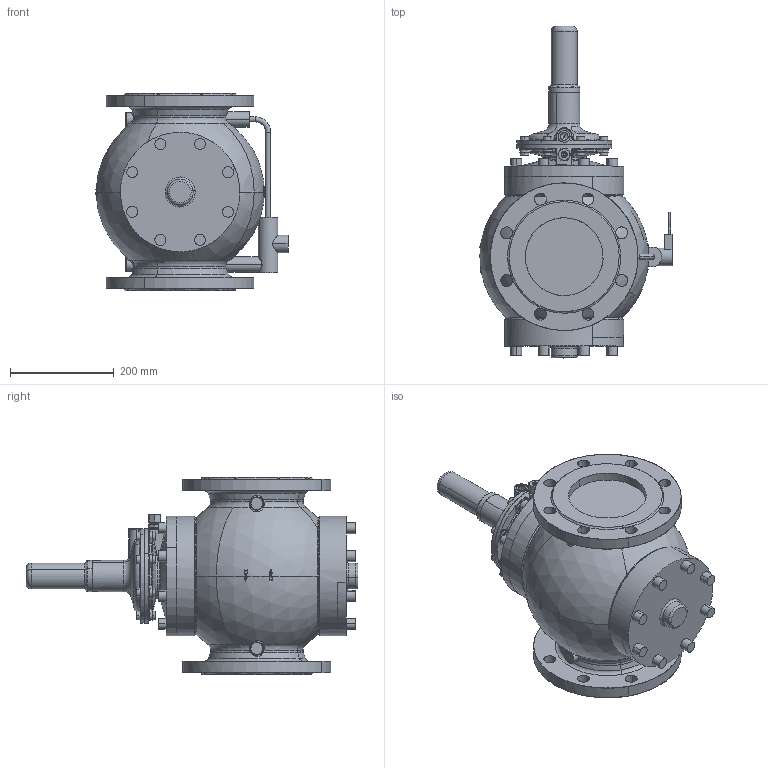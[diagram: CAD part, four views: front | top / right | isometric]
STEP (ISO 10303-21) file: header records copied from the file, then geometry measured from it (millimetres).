
FILE_DESCRIPTION(('CATIA V5 STEP Exchange'),'2;1');
FILE_NAME('S 104 DN 150.stp','2022-07-27T09:34:00+00:00',('none'),('none'),'CATIA Version 5-6 Release 2018 SP2','CATIA V5 STEP AP203','none');
FILE_SCHEMA(('CONFIG_CONTROL_DESIGN'));
Length unit declared in the file: millimetre
Products named in the file (1): S 104 DN 150
Bounding box: 370.43 x 640 x 380 mm (x, y, z)
Volume: 25975315.6 mm3; surface area: 845645.8 mm2
Topology: 1 solids, 36 shells, 1543 faces, 4437 edges, 2916 vertices
Faces by surface type: cylinder 467, torus 327, plane 236, sphere 196, bspline 168, cone 149
Entity records: 70109 total; most frequent: CARTESIAN_POINT 36652, ORIENTED_EDGE 8710, EDGE_CURVE 4355, DIRECTION 4001, VERTEX_POINT 2916, AXIS2_PLACEMENT_3D 2394, B_SPLINE_CURVE_WITH_KNOTS 2022, EDGE_LOOP 1645
